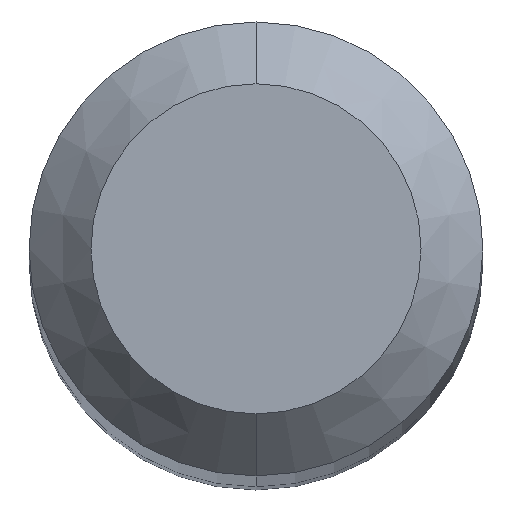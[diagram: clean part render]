
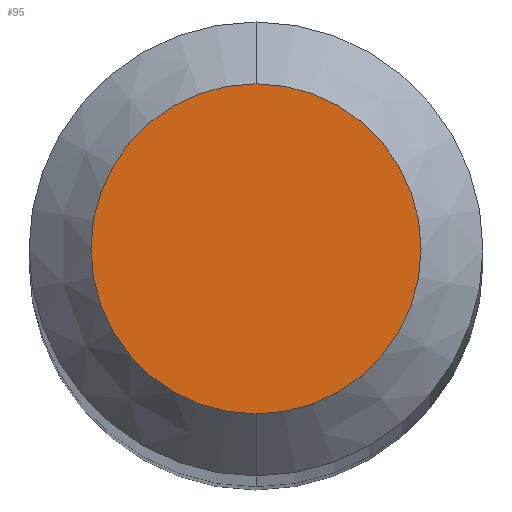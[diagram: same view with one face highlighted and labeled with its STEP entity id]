
A CAD part, top view. The second image highlights one B-rep face of the part: STEP entity #95.
In plain terms, the highlighted planar face has unit normal (0, 0, 1).
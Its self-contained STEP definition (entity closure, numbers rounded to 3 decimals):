
#38 = PLANE ( 'NONE',  #142 ) ;
#42 = DIRECTION ( 'NONE',  ( 0., 0., -1. ) ) ;
#67 = DIRECTION ( 'NONE',  ( 0., 1., 0. ) ) ;
#74 = VERTEX_POINT ( 'NONE', #269 ) ;
#77 = AXIS2_PLACEMENT_3D ( 'NONE', #128, #326, #99 ) ;
#90 = EDGE_LOOP ( 'NONE', ( #293, #163 ) ) ;
#95 = ADVANCED_FACE ( 'NONE', ( #299 ), #38, .F. ) ;
#96 = DIRECTION ( 'NONE',  ( 0., 0., -1. ) ) ;
#99 = DIRECTION ( 'NONE',  ( 0., 1., 0. ) ) ;
#111 = EDGE_CURVE ( 'NONE', #74, #158, #280, .T. ) ;
#117 = CARTESIAN_POINT ( 'NONE',  ( 0., 0., 40. ) ) ;
#128 = CARTESIAN_POINT ( 'NONE',  ( 0., 0., 40. ) ) ;
#142 = AXIS2_PLACEMENT_3D ( 'NONE', #148, #42, #67 ) ;
#148 = CARTESIAN_POINT ( 'NONE',  ( 0., 0., 40. ) ) ;
#158 = VERTEX_POINT ( 'NONE', #183 ) ;
#163 = ORIENTED_EDGE ( 'NONE', *, *, #111, .F. ) ;
#183 = CARTESIAN_POINT ( 'NONE',  ( 0., 0.8, 40. ) ) ;
#193 = AXIS2_PLACEMENT_3D ( 'NONE', #117, #96, #199 ) ;
#199 = DIRECTION ( 'NONE',  ( 0., 1., 0. ) ) ;
#207 = CIRCLE ( 'NONE', #77, 0.8 ) ;
#267 = EDGE_CURVE ( 'NONE', #158, #74, #207, .T. ) ;
#269 = CARTESIAN_POINT ( 'NONE',  ( 0., -0.8, 40. ) ) ;
#280 = CIRCLE ( 'NONE', #193, 0.8 ) ;
#293 = ORIENTED_EDGE ( 'NONE', *, *, #267, .F. ) ;
#299 = FACE_OUTER_BOUND ( 'NONE', #90, .T. ) ;
#326 = DIRECTION ( 'NONE',  ( 0., 0., -1. ) ) ;
